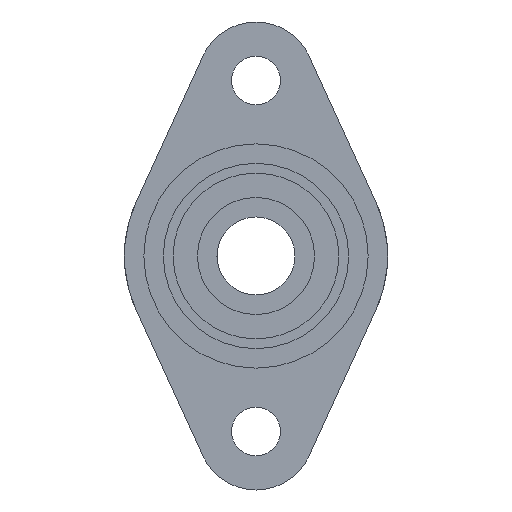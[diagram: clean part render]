
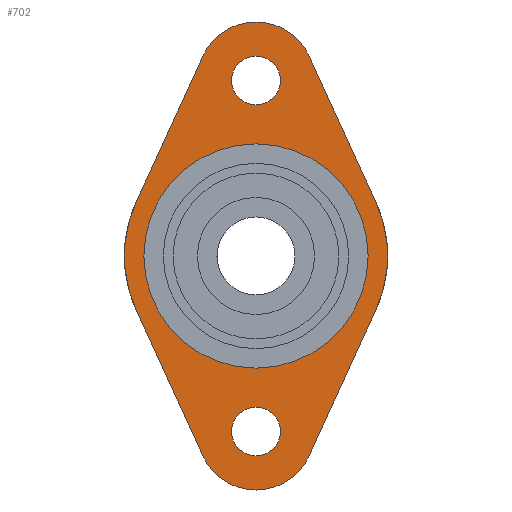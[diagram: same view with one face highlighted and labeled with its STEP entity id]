
A CAD part, front view. The second image highlights one B-rep face of the part: STEP entity #702.
In plain terms, the highlighted planar face has unit normal (0, -1, 0).
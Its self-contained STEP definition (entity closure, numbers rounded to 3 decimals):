
#5 = CIRCLE ( 'NONE', #268, 13.5 ) ;
#6 = EDGE_CURVE ( 'NONE', #1384, #1245, #5, .T. ) ;
#8 = EDGE_LOOP ( 'NONE', ( #1409, #1773, #85, #1035, #832, #768, #174, #1767, #1169 ) ) ;
#65 = CARTESIAN_POINT ( 'NONE',  ( 0., 0., -18. ) ) ;
#69 = AXIS2_PLACEMENT_3D ( 'NONE', #1187, #1324, #339 ) ;
#70 = CIRCLE ( 'NONE', #1160, 2.5 ) ;
#85 = ORIENTED_EDGE ( 'NONE', *, *, #1273, .T. ) ;
#91 = EDGE_LOOP ( 'NONE', ( #1294, #771 ) ) ;
#119 = DIRECTION ( 'NONE',  ( 0., 1., 0. ) ) ;
#133 = AXIS2_PLACEMENT_3D ( 'NONE', #217, #365, #1388 ) ;
#174 = ORIENTED_EDGE ( 'NONE', *, *, #6, .F. ) ;
#191 = AXIS2_PLACEMENT_3D ( 'NONE', #1838, #119, #1116 ) ;
#204 = EDGE_CURVE ( 'NONE', #466, #1688, #1711, .T. ) ;
#207 = CARTESIAN_POINT ( 'NONE',  ( 0., 0., 0. ) ) ;
#217 = CARTESIAN_POINT ( 'NONE',  ( 0., 0., 18. ) ) ;
#226 = AXIS2_PLACEMENT_3D ( 'NONE', #1225, #670, #1696 ) ;
#228 = CARTESIAN_POINT ( 'NONE',  ( 0., 0., -11.5 ) ) ;
#246 = CIRCLE ( 'NONE', #1742, 6. ) ;
#268 = AXIS2_PLACEMENT_3D ( 'NONE', #636, #1516, #1660 ) ;
#269 = DIRECTION ( 'NONE',  ( -0.417, 0., 0.909 ) ) ;
#279 = EDGE_CURVE ( 'NONE', #991, #523, #758, .T. ) ;
#312 = ORIENTED_EDGE ( 'NONE', *, *, #1085, .T. ) ;
#339 = DIRECTION ( 'NONE',  ( 0., 0., 1. ) ) ;
#345 = EDGE_CURVE ( 'NONE', #1583, #466, #1507, .T. ) ;
#347 = DIRECTION ( 'NONE',  ( 0., 0., 1. ) ) ;
#365 = DIRECTION ( 'NONE',  ( 0., -1., 0. ) ) ;
#389 = AXIS2_PLACEMENT_3D ( 'NONE', #1825, #960, #1553 ) ;
#391 = CIRCLE ( 'NONE', #1676, 2.5 ) ;
#402 = CARTESIAN_POINT ( 'NONE',  ( 12.272, 0., 5.625 ) ) ;
#417 = CARTESIAN_POINT ( 'NONE',  ( 0., 0., -15.5 ) ) ;
#422 = VERTEX_POINT ( 'NONE', #1578 ) ;
#456 = VERTEX_POINT ( 'NONE', #1165 ) ;
#465 = CIRCLE ( 'NONE', #1147, 13.5 ) ;
#466 = VERTEX_POINT ( 'NONE', #1759 ) ;
#469 = CARTESIAN_POINT ( 'NONE',  ( 0., 0., -24. ) ) ;
#494 = CARTESIAN_POINT ( 'NONE',  ( 0., 0., -18. ) ) ;
#504 = VECTOR ( 'NONE', #1427, 1000. ) ;
#523 = VERTEX_POINT ( 'NONE', #469 ) ;
#564 = ORIENTED_EDGE ( 'NONE', *, *, #716, .F. ) ;
#566 = VECTOR ( 'NONE', #269, 1000. ) ;
#636 = CARTESIAN_POINT ( 'NONE',  ( 0., 0., 0. ) ) ;
#666 = AXIS2_PLACEMENT_3D ( 'NONE', #1069, #1513, #1673 ) ;
#670 = DIRECTION ( 'NONE',  ( 0., 1., 0. ) ) ;
#688 = EDGE_CURVE ( 'NONE', #1680, #1512, #70, .T. ) ;
#690 = VERTEX_POINT ( 'NONE', #928 ) ;
#702 = ADVANCED_FACE ( 'NONE', ( #772, #1047, #1731, #1284 ), #1081, .F. ) ;
#713 = EDGE_CURVE ( 'NONE', #1512, #1680, #391, .T. ) ;
#716 = EDGE_CURVE ( 'NONE', #422, #456, #1334, .T. ) ;
#758 = CIRCLE ( 'NONE', #191, 6. ) ;
#768 = ORIENTED_EDGE ( 'NONE', *, *, #1209, .F. ) ;
#769 = CARTESIAN_POINT ( 'NONE',  ( -12.272, 0., -5.625 ) ) ;
#771 = ORIENTED_EDGE ( 'NONE', *, *, #688, .T. ) ;
#772 = FACE_OUTER_BOUND ( 'NONE', #8, .T. ) ;
#781 = EDGE_LOOP ( 'NONE', ( #312, #1738 ) ) ;
#783 = DIRECTION ( 'NONE',  ( 0., 0., 1. ) ) ;
#791 = DIRECTION ( 'NONE',  ( 0., 1., 0. ) ) ;
#795 = EDGE_CURVE ( 'NONE', #690, #1599, #1528, .T. ) ;
#832 = ORIENTED_EDGE ( 'NONE', *, *, #279, .F. ) ;
#844 = CARTESIAN_POINT ( 'NONE',  ( 5.454, 0., 20.5 ) ) ;
#845 = EDGE_CURVE ( 'NONE', #456, #422, #868, .T. ) ;
#868 = CIRCLE ( 'NONE', #389, 2.5 ) ;
#881 = CARTESIAN_POINT ( 'NONE',  ( -5.454, 0., -20.5 ) ) ;
#886 = EDGE_CURVE ( 'NONE', #1384, #1688, #1661, .T. ) ;
#924 = CARTESIAN_POINT ( 'NONE',  ( 12.272, 0., -5.625 ) ) ;
#928 = CARTESIAN_POINT ( 'NONE',  ( 0., 0., 11.5 ) ) ;
#931 = CARTESIAN_POINT ( 'NONE',  ( 0., 0., -18. ) ) ;
#938 = VECTOR ( 'NONE', #1499, 1000. ) ;
#960 = DIRECTION ( 'NONE',  ( 0., -1., 0. ) ) ;
#991 = VERTEX_POINT ( 'NONE', #1027 ) ;
#1023 = VERTEX_POINT ( 'NONE', #881 ) ;
#1027 = CARTESIAN_POINT ( 'NONE',  ( 5.454, 0., -20.5 ) ) ;
#1035 = ORIENTED_EDGE ( 'NONE', *, *, #1281, .F. ) ;
#1047 = FACE_BOUND ( 'NONE', #1239, .T. ) ;
#1055 = DIRECTION ( 'NONE',  ( -0.417, 0., -0.909 ) ) ;
#1069 = CARTESIAN_POINT ( 'NONE',  ( 0., 0., 0. ) ) ;
#1081 = PLANE ( 'NONE',  #666 ) ;
#1083 = CARTESIAN_POINT ( 'NONE',  ( 12.272, 0., 5.625 ) ) ;
#1085 = EDGE_CURVE ( 'NONE', #1599, #690, #1194, .T. ) ;
#1116 = DIRECTION ( 'NONE',  ( 0., 0., 1. ) ) ;
#1120 = LINE ( 'NONE', #769, #938 ) ;
#1147 = AXIS2_PLACEMENT_3D ( 'NONE', #207, #1791, #783 ) ;
#1160 = AXIS2_PLACEMENT_3D ( 'NONE', #494, #1368, #1504 ) ;
#1165 = CARTESIAN_POINT ( 'NONE',  ( 0., 0., 20.5 ) ) ;
#1169 = ORIENTED_EDGE ( 'NONE', *, *, #204, .F. ) ;
#1187 = CARTESIAN_POINT ( 'NONE',  ( 0., 0., 0. ) ) ;
#1193 = VERTEX_POINT ( 'NONE', #1627 ) ;
#1194 = CIRCLE ( 'NONE', #69, 11.5 ) ;
#1196 = DIRECTION ( 'NONE',  ( 0., 1., 0. ) ) ;
#1209 = EDGE_CURVE ( 'NONE', #1245, #991, #1757, .T. ) ;
#1225 = CARTESIAN_POINT ( 'NONE',  ( 0., 0., 0. ) ) ;
#1232 = CARTESIAN_POINT ( 'NONE',  ( -12.272, 0., 5.625 ) ) ;
#1239 = EDGE_LOOP ( 'NONE', ( #564, #1806 ) ) ;
#1245 = VERTEX_POINT ( 'NONE', #924 ) ;
#1255 = CARTESIAN_POINT ( 'NONE',  ( 0., 0., 18. ) ) ;
#1273 = EDGE_CURVE ( 'NONE', #1193, #1023, #1120, .T. ) ;
#1281 = EDGE_CURVE ( 'NONE', #523, #1023, #246, .T. ) ;
#1284 = FACE_BOUND ( 'NONE', #91, .T. ) ;
#1294 = ORIENTED_EDGE ( 'NONE', *, *, #713, .T. ) ;
#1324 = DIRECTION ( 'NONE',  ( 0., 1., 0. ) ) ;
#1334 = CIRCLE ( 'NONE', #133, 2.5 ) ;
#1349 = CARTESIAN_POINT ( 'NONE',  ( 0., 0., -20.5 ) ) ;
#1368 = DIRECTION ( 'NONE',  ( 0., 1., 0. ) ) ;
#1384 = VERTEX_POINT ( 'NONE', #1083 ) ;
#1388 = DIRECTION ( 'NONE',  ( 0., 0., 1. ) ) ;
#1409 = ORIENTED_EDGE ( 'NONE', *, *, #345, .F. ) ;
#1427 = DIRECTION ( 'NONE',  ( 0.417, 0., 0.909 ) ) ;
#1493 = CARTESIAN_POINT ( 'NONE',  ( 12.272, 0., -5.625 ) ) ;
#1499 = DIRECTION ( 'NONE',  ( 0.417, 0., -0.909 ) ) ;
#1504 = DIRECTION ( 'NONE',  ( 0., 0., 1. ) ) ;
#1507 = LINE ( 'NONE', #1743, #504 ) ;
#1512 = VERTEX_POINT ( 'NONE', #1349 ) ;
#1513 = DIRECTION ( 'NONE',  ( 0., 1., 0. ) ) ;
#1516 = DIRECTION ( 'NONE',  ( 0., 1., 0. ) ) ;
#1527 = DIRECTION ( 'NONE',  ( 0., 0., 1. ) ) ;
#1528 = CIRCLE ( 'NONE', #226, 11.5 ) ;
#1543 = EDGE_CURVE ( 'NONE', #1193, #1583, #465, .T. ) ;
#1553 = DIRECTION ( 'NONE',  ( 0., 0., 1. ) ) ;
#1561 = DIRECTION ( 'NONE',  ( 0., 1., 0. ) ) ;
#1578 = CARTESIAN_POINT ( 'NONE',  ( 0., 0., 15.5 ) ) ;
#1583 = VERTEX_POINT ( 'NONE', #1232 ) ;
#1599 = VERTEX_POINT ( 'NONE', #228 ) ;
#1627 = CARTESIAN_POINT ( 'NONE',  ( -12.272, 0., -5.625 ) ) ;
#1660 = DIRECTION ( 'NONE',  ( 0., 0., 1. ) ) ;
#1661 = LINE ( 'NONE', #402, #566 ) ;
#1673 = DIRECTION ( 'NONE',  ( 0., 0., 1. ) ) ;
#1676 = AXIS2_PLACEMENT_3D ( 'NONE', #931, #791, #1527 ) ;
#1680 = VERTEX_POINT ( 'NONE', #417 ) ;
#1688 = VERTEX_POINT ( 'NONE', #844 ) ;
#1696 = DIRECTION ( 'NONE',  ( 0., 0., 1. ) ) ;
#1698 = DIRECTION ( 'NONE',  ( 0., 0., 1. ) ) ;
#1711 = CIRCLE ( 'NONE', #1717, 6. ) ;
#1717 = AXIS2_PLACEMENT_3D ( 'NONE', #1255, #1561, #1698 ) ;
#1731 = FACE_BOUND ( 'NONE', #781, .T. ) ;
#1735 = VECTOR ( 'NONE', #1055, 1000. ) ;
#1738 = ORIENTED_EDGE ( 'NONE', *, *, #795, .T. ) ;
#1742 = AXIS2_PLACEMENT_3D ( 'NONE', #65, #1196, #347 ) ;
#1743 = CARTESIAN_POINT ( 'NONE',  ( -12.272, 0., 5.625 ) ) ;
#1757 = LINE ( 'NONE', #1493, #1735 ) ;
#1759 = CARTESIAN_POINT ( 'NONE',  ( -5.454, 0., 20.5 ) ) ;
#1767 = ORIENTED_EDGE ( 'NONE', *, *, #886, .T. ) ;
#1773 = ORIENTED_EDGE ( 'NONE', *, *, #1543, .F. ) ;
#1791 = DIRECTION ( 'NONE',  ( 0., 1., 0. ) ) ;
#1806 = ORIENTED_EDGE ( 'NONE', *, *, #845, .F. ) ;
#1825 = CARTESIAN_POINT ( 'NONE',  ( 0., 0., 18. ) ) ;
#1838 = CARTESIAN_POINT ( 'NONE',  ( 0., 0., -18. ) ) ;
